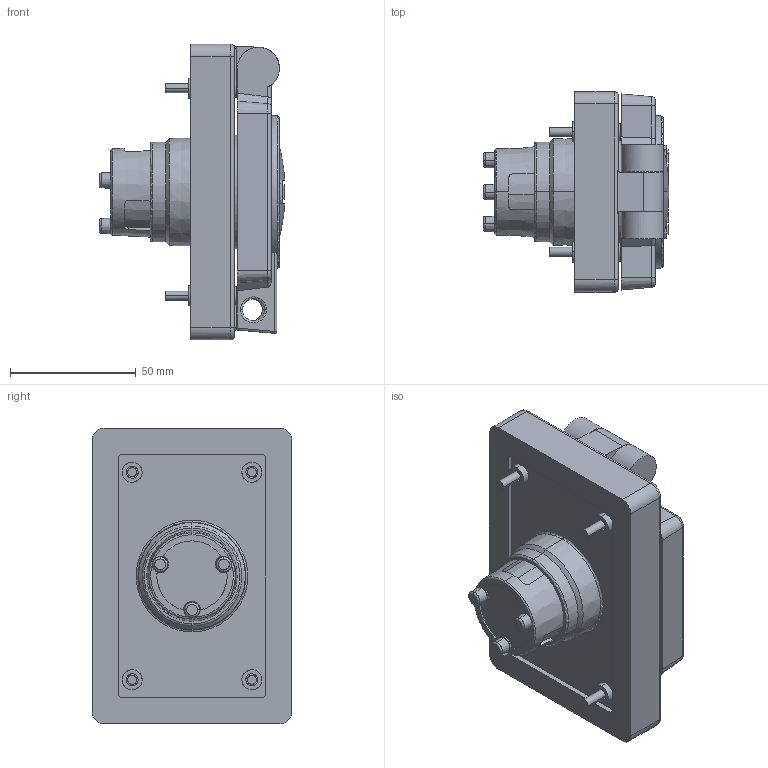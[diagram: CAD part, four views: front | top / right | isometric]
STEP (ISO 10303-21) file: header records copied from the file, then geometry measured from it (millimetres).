
FILE_DESCRIPTION (( 'STEP AP214' ), '1' );
FILE_NAME ('CATSTD-90W47-00S-M01.STEP', '2023-03-07T16:25:34', ( '' ), ( '' ), 'SwSTEP 2.0', 'SolidWorks 2020', '' );
FILE_SCHEMA (( 'AUTOMOTIVE_DESIGN' ));
Length unit declared in the file: inch
Products named in the file (1): CATSTD-90W47-00S-M01
Bounding box: 73.73 x 79.38 x 117.47 mm (x, y, z)
Volume: 294833.1 mm3; surface area: 50978.7 mm2
Topology: 1 solids, 1 shells, 501 faces, 1295 edges, 839 vertices
Faces by surface type: cylinder 210, plane 209, torus 38, cone 22, bspline 19, sphere 3
Full cylindrical faces by diameter (mm): 6.604 x2, 7.112 x2
Entity records: 28145 total; most frequent: CARTESIAN_POINT 12006, ORIENTED_EDGE 2578, EDGE_CURVE 1289, B_SPLINE_CURVE_WITH_KNOTS 1285, DIRECTION 974, VERTEX_POINT 839, EDGE_LOOP 562, FACE_OUTER_BOUND 505
